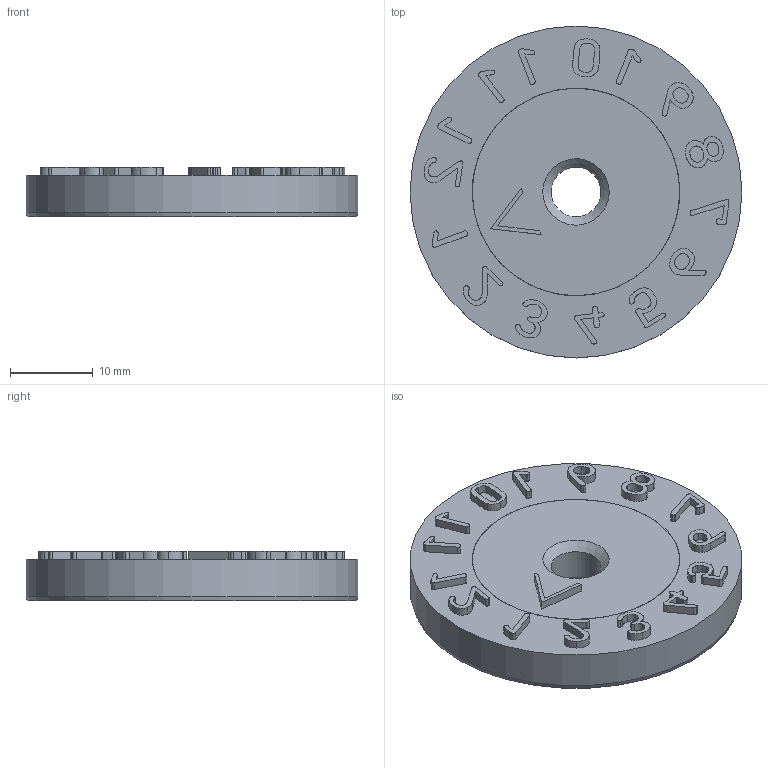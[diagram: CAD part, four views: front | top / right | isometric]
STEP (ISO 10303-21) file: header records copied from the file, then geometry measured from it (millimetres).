
FILE_DESCRIPTION(/* description */ (''),/* implementation_level */ '2;1');
FILE_NAME(/* name */ 'Dati-4000_B$40$00.stp',/* time_stamp */ '2025-08-28T18:45:53+02:00',/* author */ ('olafg'),/* organization */ (''),/* preprocessor_version */ 'ST-DEVELOPER v20',/* originating_system */ 'Autodesk Inventor 2024',/* authorisation */ '');
FILE_SCHEMA (('AUTOMOTIVE_DESIGN { 1 0 10303 214 3 1 1 }'));
Length unit declared in the file: millimetre
Products named in the file (3): Zusammenbau A 4040; 4040-01-00; 4040-05-00
Assembly tree (2 placements, depth 2):
  Zusammenbau A 4040
    4040-01-00
    4040-05-00
Bounding box: 40 x 40 x 6 mm (x, y, z)
Volume: 6093 mm3; surface area: 4467.9 mm2
Topology: 2 solids, 2 shells, 294 faces, 800 edges, 533 vertices
Faces by surface type: bspline 182, plane 103, cylinder 6, cone 3
Full cylindrical faces by diameter (mm): 6 x1, 19.5 x1, 20 x1, 25 x2, 40 x1
Entity records: 10368 total; most frequent: CARTESIAN_POINT 4066, ORIENTED_EDGE 1600, EDGE_CURVE 800, DIRECTION 687, VERTEX_POINT 533, LINE 419, VECTOR 419, B_SPLINE_CURVE_WITH_KNOTS 364
